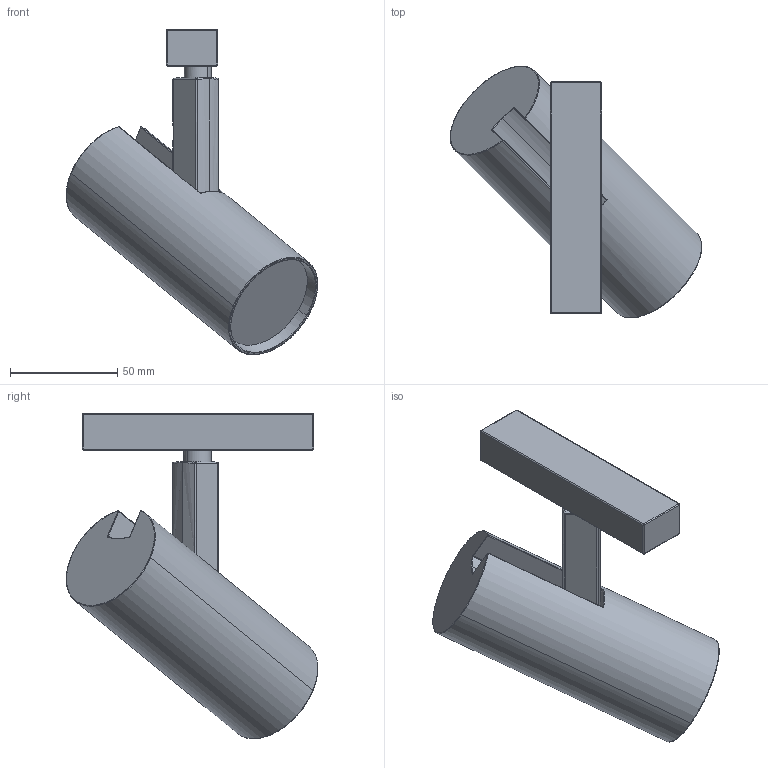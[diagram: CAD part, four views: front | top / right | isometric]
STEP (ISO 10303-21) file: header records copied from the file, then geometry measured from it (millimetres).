
FILE_DESCRIPTION(/* description */ (''),/* implementation_level */ '2;1');
FILE_NAME(/* name */ 'Vector Magnetic 55 Zoom',/* time_stamp */ '2023-02-21T17:50:42+01:00',/* author */ (''),/* organization */ (''),/* preprocessor_version */ 'ST-DEVELOPER v16.5',/* originating_system */ 'Rhino 7.27',/* authorisation */ '');
FILE_SCHEMA (('AUTOMOTIVE_DESIGN'));
Length unit declared in the file: millimetre
Products named in the file (1): Document
Bounding box: 117.43 x 117.49 x 152.02 mm (x, y, z)
Surface area: 39438.6 mm2 (no closed solid volume)
Topology: 0 solids, 1 shells, 94 faces, 215 edges, 120 vertices
Faces by surface type: bspline 53, plane 21, cylinder 20
Entity records: 3361 total; most frequent: CARTESIAN_POINT 2062, ORIENTED_EDGE 421, EDGE_CURVE 211, VERTEX_POINT 120, B_SPLINE_CURVE_WITH_KNOTS 102, EDGE_LOOP 96, ADVANCED_FACE 94, FACE_OUTER_BOUND 94
